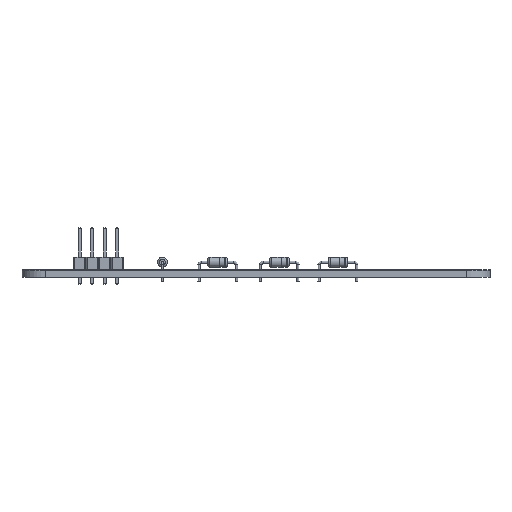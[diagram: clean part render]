
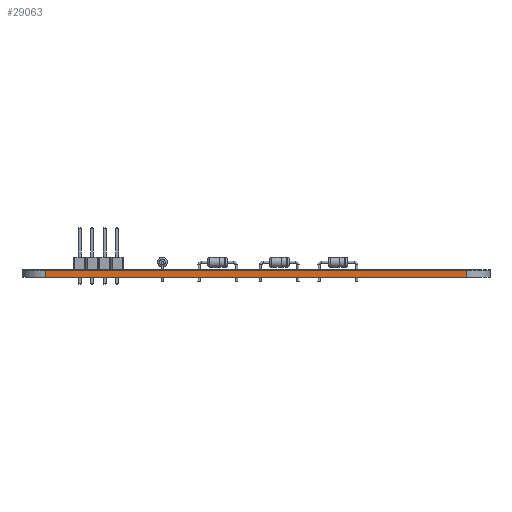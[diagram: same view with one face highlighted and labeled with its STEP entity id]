
A CAD part, left-side view. The second image highlights one B-rep face of the part: STEP entity #29063.
In plain terms, the highlighted planar face has unit normal (-1, 0, 0).
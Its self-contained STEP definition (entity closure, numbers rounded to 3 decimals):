
#26842 = VERTEX_POINT('',#26843);
#26843 = CARTESIAN_POINT('',(91.474,-48.611,0.));
#26850 = EDGE_CURVE('',#26851,#26842,#26853,.T.);
#26851 = VERTEX_POINT('',#26852);
#26852 = CARTESIAN_POINT('',(91.474,-134.336,0.));
#26853 = LINE('',#26854,#26855);
#26854 = CARTESIAN_POINT('',(91.474,-134.336,0.));
#26855 = VECTOR('',#26856,1.);
#26856 = DIRECTION('',(0.,1.,0.));
#27939 = VERTEX_POINT('',#27940);
#27940 = CARTESIAN_POINT('',(91.474,-48.611,1.51));
#27947 = EDGE_CURVE('',#27948,#27939,#27950,.T.);
#27948 = VERTEX_POINT('',#27949);
#27949 = CARTESIAN_POINT('',(91.474,-134.336,1.51));
#27950 = LINE('',#27951,#27952);
#27951 = CARTESIAN_POINT('',(91.474,-134.336,1.51));
#27952 = VECTOR('',#27953,1.);
#27953 = DIRECTION('',(0.,1.,0.));
#29033 = EDGE_CURVE('',#26842,#27939,#29034,.T.);
#29034 = LINE('',#29035,#29036);
#29035 = CARTESIAN_POINT('',(91.474,-48.611,0.));
#29036 = VECTOR('',#29037,1.);
#29037 = DIRECTION('',(0.,0.,1.));
#29063 = ADVANCED_FACE('',(#29064),#29075,.T.);
#29064 = FACE_BOUND('',#29065,.T.);
#29065 = EDGE_LOOP('',(#29066,#29072,#29073,#29074));
#29066 = ORIENTED_EDGE('',*,*,#29067,.T.);
#29067 = EDGE_CURVE('',#26851,#27948,#29068,.T.);
#29068 = LINE('',#29069,#29070);
#29069 = CARTESIAN_POINT('',(91.474,-134.336,0.));
#29070 = VECTOR('',#29071,1.);
#29071 = DIRECTION('',(0.,0.,1.));
#29072 = ORIENTED_EDGE('',*,*,#27947,.T.);
#29073 = ORIENTED_EDGE('',*,*,#29033,.F.);
#29074 = ORIENTED_EDGE('',*,*,#26850,.F.);
#29075 = PLANE('',#29076);
#29076 = AXIS2_PLACEMENT_3D('',#29077,#29078,#29079);
#29077 = CARTESIAN_POINT('',(91.474,-134.336,0.));
#29078 = DIRECTION('',(-1.,0.,0.));
#29079 = DIRECTION('',(0.,1.,0.));
